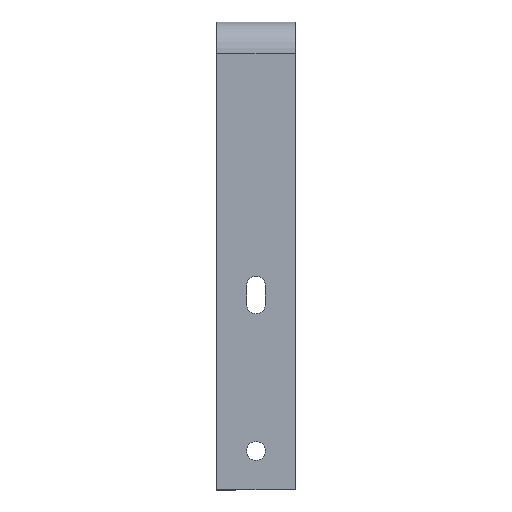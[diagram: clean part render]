
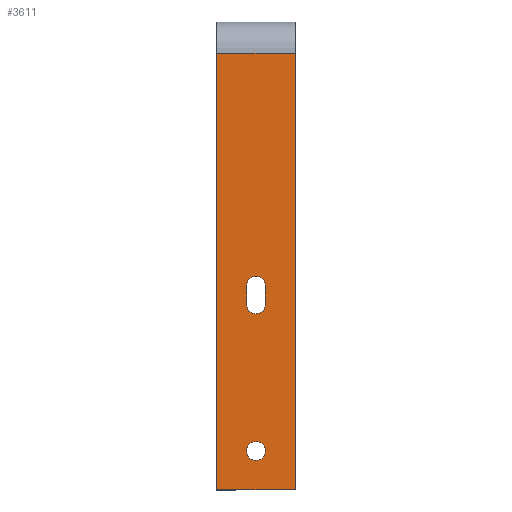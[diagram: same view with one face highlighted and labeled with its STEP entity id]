
A CAD part, top view. The second image highlights one B-rep face of the part: STEP entity #3611.
In plain terms, the highlighted planar face has unit normal (0, 0, 1).
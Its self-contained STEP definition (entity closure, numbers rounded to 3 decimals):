
#47 = CARTESIAN_POINT ( 'NONE',  ( 6., -181., 0. ) ) ;
#81 = CARTESIAN_POINT ( 'NONE',  ( 0., -181., 0. ) ) ;
#91 = DIRECTION ( 'NONE',  ( 1., 0., 0. ) ) ;
#163 = DIRECTION ( 'NONE',  ( 0., 1., 0. ) ) ;
#184 = EDGE_CURVE ( 'NONE', #2267, #2529, #5858, .T. ) ;
#200 = CARTESIAN_POINT ( 'NONE',  ( 25., -300., 0. ) ) ;
#413 = LINE ( 'NONE', #5898, #3069 ) ;
#455 = CARTESIAN_POINT ( 'NONE',  ( 0., -169., 0. ) ) ;
#610 = VERTEX_POINT ( 'NONE', #5837 ) ;
#730 = EDGE_CURVE ( 'NONE', #3037, #3811, #2932, .T. ) ;
#858 = DIRECTION ( 'NONE',  ( 0., 0., 1. ) ) ;
#888 = CARTESIAN_POINT ( 'NONE',  ( -25., 0., 0. ) ) ;
#907 = CIRCLE ( 'NONE', #1137, 6. ) ;
#982 = LINE ( 'NONE', #3815, #3942 ) ;
#1018 = EDGE_CURVE ( 'NONE', #2365, #3080, #4928, .T. ) ;
#1137 = AXIS2_PLACEMENT_3D ( 'NONE', #81, #858, #4079 ) ;
#1249 = ORIENTED_EDGE ( 'NONE', *, *, #5518, .F. ) ;
#1291 = EDGE_CURVE ( 'NONE', #4494, #610, #413, .T. ) ;
#1528 = DIRECTION ( 'NONE',  ( 0., 0., -1. ) ) ;
#1537 = AXIS2_PLACEMENT_3D ( 'NONE', #4977, #2717, #4046 ) ;
#1828 = EDGE_CURVE ( 'NONE', #3811, #3037, #2853, .T. ) ;
#1837 = ORIENTED_EDGE ( 'NONE', *, *, #730, .F. ) ;
#1996 = EDGE_LOOP ( 'NONE', ( #1837, #2131 ) ) ;
#2027 = ORIENTED_EDGE ( 'NONE', *, *, #1291, .F. ) ;
#2056 = EDGE_CURVE ( 'NONE', #3080, #2529, #4544, .T. ) ;
#2109 = CARTESIAN_POINT ( 'NONE',  ( -25., -20., 0. ) ) ;
#2131 = ORIENTED_EDGE ( 'NONE', *, *, #1828, .F. ) ;
#2267 = VERTEX_POINT ( 'NONE', #2109 ) ;
#2365 = VERTEX_POINT ( 'NONE', #3548 ) ;
#2385 = CARTESIAN_POINT ( 'NONE',  ( 25., 0., 0. ) ) ;
#2529 = VERTEX_POINT ( 'NONE', #5924 ) ;
#2555 = VERTEX_POINT ( 'NONE', #2863 ) ;
#2688 = AXIS2_PLACEMENT_3D ( 'NONE', #2385, #1528, #163 ) ;
#2717 = DIRECTION ( 'NONE',  ( 0., 0., 1. ) ) ;
#2782 = VECTOR ( 'NONE', #5283, 1000. ) ;
#2838 = DIRECTION ( 'NONE',  ( -1., 0., 0. ) ) ;
#2853 = CIRCLE ( 'NONE', #1537, 6. ) ;
#2863 = CARTESIAN_POINT ( 'NONE',  ( 6., -181., 0. ) ) ;
#2902 = DIRECTION ( 'NONE',  ( 0., 1., 0. ) ) ;
#2905 = FACE_OUTER_BOUND ( 'NONE', #3363, .T. ) ;
#2932 = CIRCLE ( 'NONE', #4529, 6. ) ;
#2968 = ORIENTED_EDGE ( 'NONE', *, *, #5295, .F. ) ;
#3004 = ORIENTED_EDGE ( 'NONE', *, *, #184, .T. ) ;
#3005 = CARTESIAN_POINT ( 'NONE',  ( 6., -275., 0. ) ) ;
#3037 = VERTEX_POINT ( 'NONE', #3005 ) ;
#3058 = EDGE_LOOP ( 'NONE', ( #3426, #2968, #2027, #1249 ) ) ;
#3069 = VECTOR ( 'NONE', #4968, 1000. ) ;
#3080 = VERTEX_POINT ( 'NONE', #200 ) ;
#3172 = VECTOR ( 'NONE', #2902, 1000. ) ;
#3244 = FACE_BOUND ( 'NONE', #1996, .T. ) ;
#3270 = CARTESIAN_POINT ( 'NONE',  ( 6., -169., 0. ) ) ;
#3273 = CARTESIAN_POINT ( 'NONE',  ( -6., -275., 0. ) ) ;
#3311 = AXIS2_PLACEMENT_3D ( 'NONE', #455, #4690, #3709 ) ;
#3363 = EDGE_LOOP ( 'NONE', ( #5195, #3004, #3731, #4203 ) ) ;
#3426 = ORIENTED_EDGE ( 'NONE', *, *, #5962, .F. ) ;
#3548 = CARTESIAN_POINT ( 'NONE',  ( 25., -20., 0. ) ) ;
#3611 = ADVANCED_FACE ( 'NONE', ( #3244, #4595, #2905 ), #4608, .F. ) ;
#3661 = CARTESIAN_POINT ( 'NONE',  ( -6., -169., 0. ) ) ;
#3709 = DIRECTION ( 'NONE',  ( 1., 0., 0. ) ) ;
#3731 = ORIENTED_EDGE ( 'NONE', *, *, #2056, .F. ) ;
#3811 = VERTEX_POINT ( 'NONE', #3273 ) ;
#3815 = CARTESIAN_POINT ( 'NONE',  ( -25., -20., 0. ) ) ;
#3842 = VECTOR ( 'NONE', #4612, 1000. ) ;
#3942 = VECTOR ( 'NONE', #5142, 1000. ) ;
#4046 = DIRECTION ( 'NONE',  ( 1., 0., 0. ) ) ;
#4079 = DIRECTION ( 'NONE',  ( -1., 0., 0. ) ) ;
#4203 = ORIENTED_EDGE ( 'NONE', *, *, #1018, .F. ) ;
#4494 = VERTEX_POINT ( 'NONE', #3661 ) ;
#4529 = AXIS2_PLACEMENT_3D ( 'NONE', #4701, #5625, #91 ) ;
#4544 = LINE ( 'NONE', #5104, #4774 ) ;
#4591 = CIRCLE ( 'NONE', #3311, 6. ) ;
#4595 = FACE_BOUND ( 'NONE', #3058, .T. ) ;
#4608 = PLANE ( 'NONE',  #2688 ) ;
#4612 = DIRECTION ( 'NONE',  ( 0., -1., 0. ) ) ;
#4690 = DIRECTION ( 'NONE',  ( 0., 0., 1. ) ) ;
#4701 = CARTESIAN_POINT ( 'NONE',  ( 0., -275., 0. ) ) ;
#4774 = VECTOR ( 'NONE', #2838, 1000. ) ;
#4836 = VERTEX_POINT ( 'NONE', #3270 ) ;
#4928 = LINE ( 'NONE', #5307, #2782 ) ;
#4968 = DIRECTION ( 'NONE',  ( 0., -1., 0. ) ) ;
#4977 = CARTESIAN_POINT ( 'NONE',  ( 0., -275., 0. ) ) ;
#5096 = LINE ( 'NONE', #47, #3172 ) ;
#5104 = CARTESIAN_POINT ( 'NONE',  ( 25., -300., 0. ) ) ;
#5142 = DIRECTION ( 'NONE',  ( 1., 0., 0. ) ) ;
#5195 = ORIENTED_EDGE ( 'NONE', *, *, #5946, .F. ) ;
#5283 = DIRECTION ( 'NONE',  ( 0., -1., 0. ) ) ;
#5295 = EDGE_CURVE ( 'NONE', #610, #2555, #907, .T. ) ;
#5307 = CARTESIAN_POINT ( 'NONE',  ( 25., 0., 0. ) ) ;
#5518 = EDGE_CURVE ( 'NONE', #4836, #4494, #4591, .T. ) ;
#5625 = DIRECTION ( 'NONE',  ( 0., 0., 1. ) ) ;
#5837 = CARTESIAN_POINT ( 'NONE',  ( -6., -181., 0. ) ) ;
#5858 = LINE ( 'NONE', #888, #3842 ) ;
#5898 = CARTESIAN_POINT ( 'NONE',  ( -6., -181., 0. ) ) ;
#5924 = CARTESIAN_POINT ( 'NONE',  ( -25., -300., 0. ) ) ;
#5946 = EDGE_CURVE ( 'NONE', #2267, #2365, #982, .T. ) ;
#5962 = EDGE_CURVE ( 'NONE', #2555, #4836, #5096, .T. ) ;
